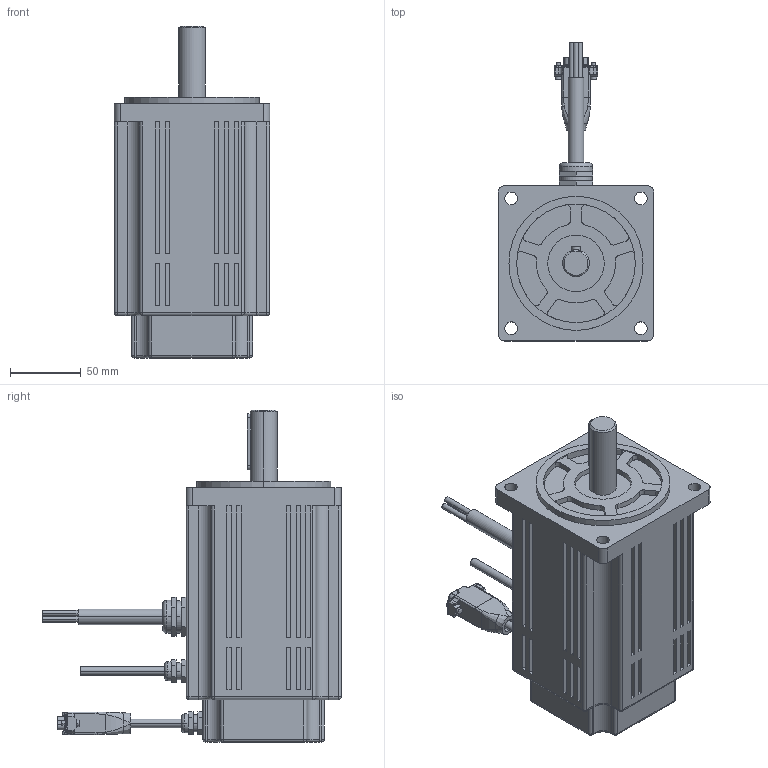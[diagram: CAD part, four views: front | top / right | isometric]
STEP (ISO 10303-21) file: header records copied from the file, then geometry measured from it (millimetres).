
FILE_DESCRIPTION (( 'STEP AP214' ), '1' );
FILE_NAME ('MP110-2A-MX2500-CB-001.STEP', '2025-01-09T18:55:25', ( '' ), ( '' ), 'SwSTEP 2.0', 'SolidWorks 2023', '' );
FILE_SCHEMA (( 'AUTOMOTIVE_DESIGN' ));
Length unit declared in the file: millimetre
Products named in the file (6): MP110-2A-MX2500-CB-001; 5748677-1; Motor cable; MP110-2 motor-brake; 748364-1; enc cable
Assembly tree (6 placements, depth 2):
  MP110-2A-MX2500-CB-001
    MP110-2 motor-brake
    enc cable  x2
    Motor cable
    5748677-1
    748364-1
Bounding box: 110 x 211.5 x 235.2 mm (x, y, z)
Volume: 1859087.4 mm3; surface area: 157745.8 mm2
Topology: 9 solids, 9 shells, 931 faces, 2305 edges, 1488 vertices
Faces by surface type: plane 551, cylinder 298, bspline 44, torus 28, sphere 8, cone 2
Entity records: 28838 total; most frequent: CARTESIAN_POINT 7051, DIRECTION 4465, ORIENTED_EDGE 4452, EDGE_CURVE 2226, LINE 1505, VECTOR 1505, AXIS2_PLACEMENT_3D 1480, VERTEX_POINT 1446
